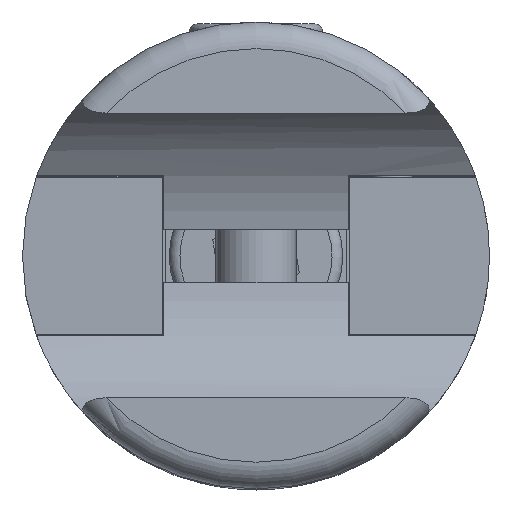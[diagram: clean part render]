
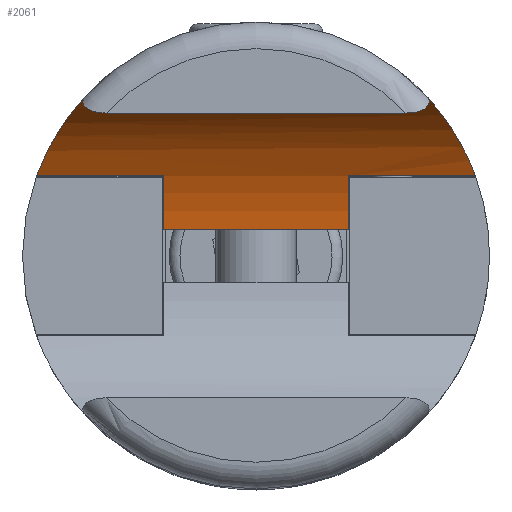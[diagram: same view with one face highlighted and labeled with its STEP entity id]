
A CAD part, top view. The second image highlights one B-rep face of the part: STEP entity #2061.
In plain terms, the highlighted cylindrical face has radius 13.4 mm (diameter 26.8 mm), a partial arc.
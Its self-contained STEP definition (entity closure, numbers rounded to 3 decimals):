
#97=B_SPLINE_CURVE_WITH_KNOTS('',3,(#3594,#3595,#3596,#3597,#3598,#3599,
#3600,#3601,#3602,#3603,#3604,#3605,#3606,#3607),.UNSPECIFIED.,.F.,.F.,
(4,2,2,2,2,2,4),(1.991,2.081,2.154,2.216,
2.279,2.357,2.384),.UNSPECIFIED.);
#98=B_SPLINE_CURVE_WITH_KNOTS('',3,(#3611,#3612,#3613,#3614,#3615,#3616,
#3617,#3618,#3619,#3620,#3621,#3622,#3623,#3624),.UNSPECIFIED.,.F.,.F.,
(4,2,2,2,2,2,4),(1.369,1.402,1.476,1.533,
1.587,1.647,1.722),.UNSPECIFIED.);
#99=B_SPLINE_CURVE_WITH_KNOTS('',3,(#3630,#3631,#3632,#3633,#3634,#3635,
#3636,#3637,#3638,#3639,#3640,#3641,#3642,#3643,#3644,#3645,#3646),
 .UNSPECIFIED.,.F.,.F.,(4,2,2,2,3,2,2,4),(-1.532,-1.085,
-0.543,-0.271,0.,0.271,0.543,
0.641),.UNSPECIFIED.);
#100=B_SPLINE_CURVE_WITH_KNOTS('',3,(#3657,#3658,#3659,#3660,#3661,#3662,
#3663,#3664,#3665,#3666,#3667,#3668,#3669,#3670,#3671,#3672,#3673),
 .UNSPECIFIED.,.F.,.F.,(4,2,2,3,2,2,2,4),(-0.641,-0.543,
-0.271,0.,0.271,0.543,1.085,
1.532),.UNSPECIFIED.);
#286=FACE_OUTER_BOUND('',#415,.T.);
#415=EDGE_LOOP('',(#1653,#1654,#1655,#1656,#1657,#1658,#1659,#1660,#1661,
#1662));
#579=LINE('',#3627,#730);
#580=LINE('',#3648,#731);
#581=LINE('',#3652,#732);
#582=LINE('',#3656,#733);
#730=VECTOR('',#2845,10.);
#731=VECTOR('',#2848,10.);
#732=VECTOR('',#2851,10.);
#733=VECTOR('',#2854,10.);
#829=CIRCLE('',#2418,13.4);
#830=CIRCLE('',#2419,13.4);
#983=VERTEX_POINT('',#3592);
#984=VERTEX_POINT('',#3593);
#985=VERTEX_POINT('',#3608);
#986=VERTEX_POINT('',#3610);
#987=VERTEX_POINT('',#3629);
#988=VERTEX_POINT('',#3647);
#989=VERTEX_POINT('',#3649);
#990=VERTEX_POINT('',#3651);
#991=VERTEX_POINT('',#3653);
#992=VERTEX_POINT('',#3655);
#1229=EDGE_CURVE('',#983,#984,#97,.T.);
#1231=EDGE_CURVE('',#985,#986,#98,.T.);
#1233=EDGE_CURVE('',#984,#985,#579,.T.);
#1234=EDGE_CURVE('',#987,#983,#99,.T.);
#1235=EDGE_CURVE('',#988,#987,#580,.T.);
#1236=EDGE_CURVE('',#989,#988,#829,.T.);
#1237=EDGE_CURVE('',#990,#989,#581,.T.);
#1238=EDGE_CURVE('',#991,#990,#830,.T.);
#1239=EDGE_CURVE('',#992,#991,#582,.T.);
#1240=EDGE_CURVE('',#986,#992,#100,.T.);
#1653=ORIENTED_EDGE('',*,*,#1231,.F.);
#1654=ORIENTED_EDGE('',*,*,#1233,.F.);
#1655=ORIENTED_EDGE('',*,*,#1229,.F.);
#1656=ORIENTED_EDGE('',*,*,#1234,.F.);
#1657=ORIENTED_EDGE('',*,*,#1235,.F.);
#1658=ORIENTED_EDGE('',*,*,#1236,.F.);
#1659=ORIENTED_EDGE('',*,*,#1237,.F.);
#1660=ORIENTED_EDGE('',*,*,#1238,.F.);
#1661=ORIENTED_EDGE('',*,*,#1239,.F.);
#1662=ORIENTED_EDGE('',*,*,#1240,.F.);
#1993=CYLINDRICAL_SURFACE('',#2417,13.4);
#2061=ADVANCED_FACE('',(#286),#1993,.F.);
#2417=AXIS2_PLACEMENT_3D('',#3628,#2846,#2847);
#2418=AXIS2_PLACEMENT_3D('',#3650,#2849,#2850);
#2419=AXIS2_PLACEMENT_3D('',#3654,#2852,#2853);
#2845=DIRECTION('',(0.,1.,0.));
#2846=DIRECTION('center_axis',(0.,1.,0.));
#2847=DIRECTION('ref_axis',(-0.926,0.,-0.376));
#2848=DIRECTION('',(0.,-1.,0.));
#2849=DIRECTION('center_axis',(0.,1.,0.));
#2850=DIRECTION('ref_axis',(1.,0.,0.));
#2851=DIRECTION('',(0.,-1.,0.));
#2852=DIRECTION('center_axis',(0.,-1.,0.));
#2853=DIRECTION('ref_axis',(1.,0.,0.));
#2854=DIRECTION('',(0.,-1.,0.));
#3592=CARTESIAN_POINT('',(-11.931,-12.802,32.5));
#3593=CARTESIAN_POINT('',(-10.675,-11.238,34.5));
#3594=CARTESIAN_POINT('Ctrl Pts',(-11.931,-12.802,32.5));
#3595=CARTESIAN_POINT('Ctrl Pts',(-11.806,-12.919,32.745));
#3596=CARTESIAN_POINT('Ctrl Pts',(-11.673,-12.978,32.986));
#3597=CARTESIAN_POINT('Ctrl Pts',(-11.432,-12.985,33.393));
#3598=CARTESIAN_POINT('Ctrl Pts',(-11.321,-12.951,33.572));
#3599=CARTESIAN_POINT('Ctrl Pts',(-11.121,-12.806,33.878));
#3600=CARTESIAN_POINT('Ctrl Pts',(-11.034,-12.709,34.004));
#3601=CARTESIAN_POINT('Ctrl Pts',(-10.884,-12.454,34.218));
#3602=CARTESIAN_POINT('Ctrl Pts',(-10.823,-12.303,34.301));
#3603=CARTESIAN_POINT('Ctrl Pts',(-10.722,-11.928,34.437));
#3604=CARTESIAN_POINT('Ctrl Pts',(-10.692,-11.702,34.477));
#3605=CARTESIAN_POINT('Ctrl Pts',(-10.677,-11.396,34.498));
#3606=CARTESIAN_POINT('Ctrl Pts',(-10.675,-11.317,34.5));
#3607=CARTESIAN_POINT('Ctrl Pts',(-10.675,-11.238,34.5));
#3608=CARTESIAN_POINT('',(-10.675,11.238,34.5));
#3610=CARTESIAN_POINT('',(-11.931,12.802,32.5));
#3611=CARTESIAN_POINT('Ctrl Pts',(-10.675,11.238,34.5));
#3612=CARTESIAN_POINT('Ctrl Pts',(-10.675,11.346,34.5));
#3613=CARTESIAN_POINT('Ctrl Pts',(-10.678,11.453,34.495));
#3614=CARTESIAN_POINT('Ctrl Pts',(-10.703,11.8,34.462));
#3615=CARTESIAN_POINT('Ctrl Pts',(-10.743,12.036,34.411));
#3616=CARTESIAN_POINT('Ctrl Pts',(-10.865,12.412,34.243));
#3617=CARTESIAN_POINT('Ctrl Pts',(-10.934,12.555,34.147));
#3618=CARTESIAN_POINT('Ctrl Pts',(-11.096,12.781,33.914));
#3619=CARTESIAN_POINT('Ctrl Pts',(-11.183,12.861,33.784));
#3620=CARTESIAN_POINT('Ctrl Pts',(-11.378,12.971,33.48));
#3621=CARTESIAN_POINT('Ctrl Pts',(-11.484,12.991,33.309));
#3622=CARTESIAN_POINT('Ctrl Pts',(-11.71,12.963,32.92));
#3623=CARTESIAN_POINT('Ctrl Pts',(-11.826,12.9,32.705));
#3624=CARTESIAN_POINT('Ctrl Pts',(-11.931,12.802,32.5));
#3627=CARTESIAN_POINT('',(-10.675,0.,34.5));
#3628=CARTESIAN_POINT('Origin',(0.,0.,26.4));
#3629=CARTESIAN_POINT('',(-6.,-16.439,14.418));
#3630=CARTESIAN_POINT('Ctrl Pts',(-6.,-16.439,14.418));
#3631=CARTESIAN_POINT('Ctrl Pts',(-7.334,-15.952,15.086));
#3632=CARTESIAN_POINT('Ctrl Pts',(-8.517,-15.33,15.967));
#3633=CARTESIAN_POINT('Ctrl Pts',(-10.639,-13.963,18.089));
#3634=CARTESIAN_POINT('Ctrl Pts',(-11.646,-13.098,19.542));
#3635=CARTESIAN_POINT('Ctrl Pts',(-12.679,-12.071,21.976));
#3636=CARTESIAN_POINT('Ctrl Pts',(-12.947,-11.777,22.831));
#3637=CARTESIAN_POINT('Ctrl Pts',(-13.308,-11.368,24.591));
#3638=CARTESIAN_POINT('Ctrl Pts',(-13.4,-11.256,25.496));
#3639=CARTESIAN_POINT('Ctrl Pts',(-13.4,-11.256,26.4));
#3640=CARTESIAN_POINT('Ctrl Pts',(-13.4,-11.256,27.304));
#3641=CARTESIAN_POINT('Ctrl Pts',(-13.308,-11.368,28.209));
#3642=CARTESIAN_POINT('Ctrl Pts',(-12.947,-11.777,29.969));
#3643=CARTESIAN_POINT('Ctrl Pts',(-12.679,-12.071,30.824));
#3644=CARTESIAN_POINT('Ctrl Pts',(-12.21,-12.538,31.929));
#3645=CARTESIAN_POINT('Ctrl Pts',(-12.075,-12.668,32.218));
#3646=CARTESIAN_POINT('Ctrl Pts',(-11.931,-12.802,32.5));
#3647=CARTESIAN_POINT('',(-6.,-6.9,14.418));
#3648=CARTESIAN_POINT('',(-6.,0.,14.418));
#3649=CARTESIAN_POINT('',(-2.,-6.9,13.15));
#3650=CARTESIAN_POINT('Origin',(0.,-6.9,26.4));
#3651=CARTESIAN_POINT('',(-2.,6.9,13.15));
#3652=CARTESIAN_POINT('',(-2.,0.,13.15));
#3653=CARTESIAN_POINT('',(-6.,6.9,14.418));
#3654=CARTESIAN_POINT('Origin',(0.,6.9,26.4));
#3655=CARTESIAN_POINT('',(-6.,16.439,14.418));
#3656=CARTESIAN_POINT('',(-6.,0.,14.418));
#3657=CARTESIAN_POINT('Ctrl Pts',(-11.931,12.802,32.5));
#3658=CARTESIAN_POINT('Ctrl Pts',(-12.075,12.668,32.218));
#3659=CARTESIAN_POINT('Ctrl Pts',(-12.21,12.538,31.929));
#3660=CARTESIAN_POINT('Ctrl Pts',(-12.679,12.071,30.824));
#3661=CARTESIAN_POINT('Ctrl Pts',(-12.947,11.777,29.969));
#3662=CARTESIAN_POINT('Ctrl Pts',(-13.308,11.368,28.209));
#3663=CARTESIAN_POINT('Ctrl Pts',(-13.4,11.256,27.304));
#3664=CARTESIAN_POINT('Ctrl Pts',(-13.4,11.256,26.4));
#3665=CARTESIAN_POINT('Ctrl Pts',(-13.4,11.256,25.496));
#3666=CARTESIAN_POINT('Ctrl Pts',(-13.308,11.368,24.591));
#3667=CARTESIAN_POINT('Ctrl Pts',(-12.947,11.777,22.831));
#3668=CARTESIAN_POINT('Ctrl Pts',(-12.679,12.071,21.976));
#3669=CARTESIAN_POINT('Ctrl Pts',(-11.646,13.098,19.542));
#3670=CARTESIAN_POINT('Ctrl Pts',(-10.639,13.963,18.089));
#3671=CARTESIAN_POINT('Ctrl Pts',(-8.517,15.33,15.967));
#3672=CARTESIAN_POINT('Ctrl Pts',(-7.334,15.952,15.086));
#3673=CARTESIAN_POINT('Ctrl Pts',(-6.,16.439,14.418));
